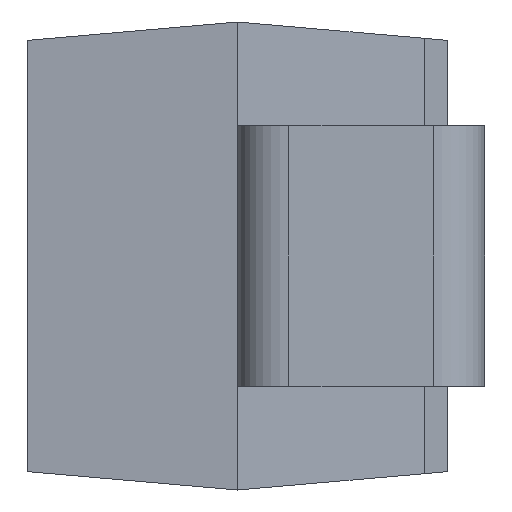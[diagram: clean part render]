
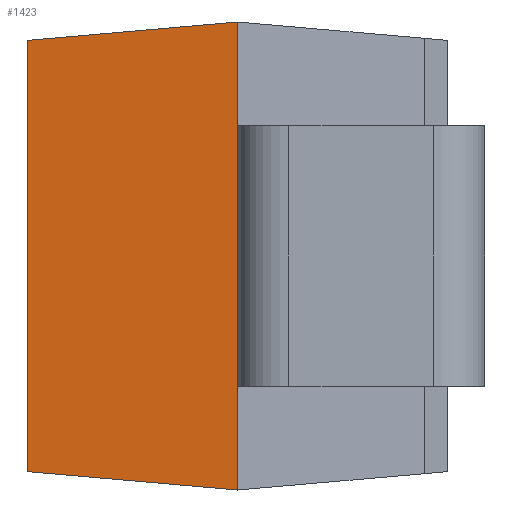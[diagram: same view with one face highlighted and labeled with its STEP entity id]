
A CAD part, left-side view. The second image highlights one B-rep face of the part: STEP entity #1423.
In plain terms, the highlighted planar face has unit normal (-0.996, 0.087, 0).
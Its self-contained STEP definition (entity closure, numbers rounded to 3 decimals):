
#4 = CARTESIAN_POINT ( 'NONE',  ( -2.165, 1.35, -1.28 ) ) ;
#68 = DIRECTION ( 'NONE',  ( -0.087, -0.992, 0.087 ) ) ;
#113 = VECTOR ( 'NONE', #68, 1000. ) ;
#129 = CARTESIAN_POINT ( 'NONE',  ( -2.146, 1.571, -1.261 ) ) ;
#188 = CARTESIAN_POINT ( 'NONE',  ( -2.064, 2.5, 1.28 ) ) ;
#258 = DIRECTION ( 'NONE',  ( 0., 0., 1. ) ) ;
#273 = VERTEX_POINT ( 'NONE', #1574 ) ;
#421 = FACE_OUTER_BOUND ( 'NONE', #1483, .T. ) ;
#446 = CARTESIAN_POINT ( 'NONE',  ( -2.165, 1.35, 1.28 ) ) ;
#470 = VECTOR ( 'NONE', #258, 1000. ) ;
#534 = DIRECTION ( 'NONE',  ( -0.996, 0.087, 0. ) ) ;
#544 = AXIS2_PLACEMENT_3D ( 'NONE', #446, #534, #1158 ) ;
#546 = ORIENTED_EDGE ( 'NONE', *, *, #790, .T. ) ;
#672 = CARTESIAN_POINT ( 'NONE',  ( -2.165, 1.35, 1.28 ) ) ;
#751 = CARTESIAN_POINT ( 'NONE',  ( -2.165, 1.35, 1.28 ) ) ;
#757 = LINE ( 'NONE', #129, #1421 ) ;
#790 = EDGE_CURVE ( 'NONE', #998, #916, #757, .T. ) ;
#878 = LINE ( 'NONE', #751, #470 ) ;
#889 = ORIENTED_EDGE ( 'NONE', *, *, #1145, .F. ) ;
#916 = VERTEX_POINT ( 'NONE', #4 ) ;
#938 = PLANE ( 'NONE',  #544 ) ;
#998 = VERTEX_POINT ( 'NONE', #1522 ) ;
#1049 = LINE ( 'NONE', #188, #1078 ) ;
#1078 = VECTOR ( 'NONE', #1081, 1000. ) ;
#1081 = DIRECTION ( 'NONE',  ( 0., 0., 1. ) ) ;
#1145 = EDGE_CURVE ( 'NONE', #998, #273, #1049, .T. ) ;
#1158 = DIRECTION ( 'NONE',  ( -0.087, -0.996, 0. ) ) ;
#1175 = LINE ( 'NONE', #1420, #113 ) ;
#1247 = EDGE_CURVE ( 'NONE', #273, #1318, #1175, .T. ) ;
#1318 = VERTEX_POINT ( 'NONE', #672 ) ;
#1390 = EDGE_CURVE ( 'NONE', #916, #1318, #878, .T. ) ;
#1420 = CARTESIAN_POINT ( 'NONE',  ( -2.132, 1.723, 1.247 ) ) ;
#1421 = VECTOR ( 'NONE', #1474, 1000. ) ;
#1423 = ADVANCED_FACE ( 'NONE', ( #421 ), #938, .T. ) ;
#1474 = DIRECTION ( 'NONE',  ( -0.087, -0.992, -0.087 ) ) ;
#1483 = EDGE_LOOP ( 'NONE', ( #1488, #1492, #889, #546 ) ) ;
#1488 = ORIENTED_EDGE ( 'NONE', *, *, #1390, .T. ) ;
#1492 = ORIENTED_EDGE ( 'NONE', *, *, #1247, .F. ) ;
#1522 = CARTESIAN_POINT ( 'NONE',  ( -2.064, 2.5, -1.179 ) ) ;
#1574 = CARTESIAN_POINT ( 'NONE',  ( -2.064, 2.5, 1.179 ) ) ;
